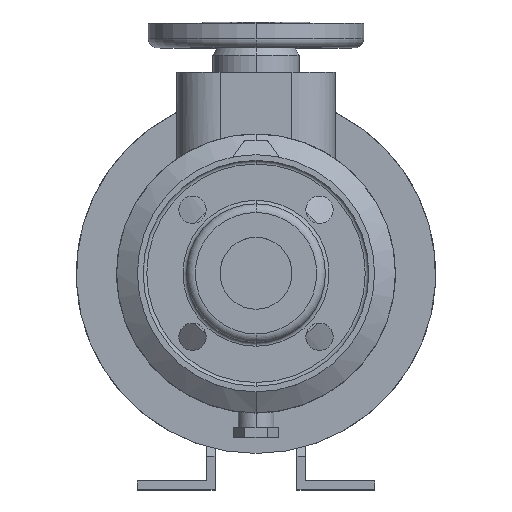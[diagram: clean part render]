
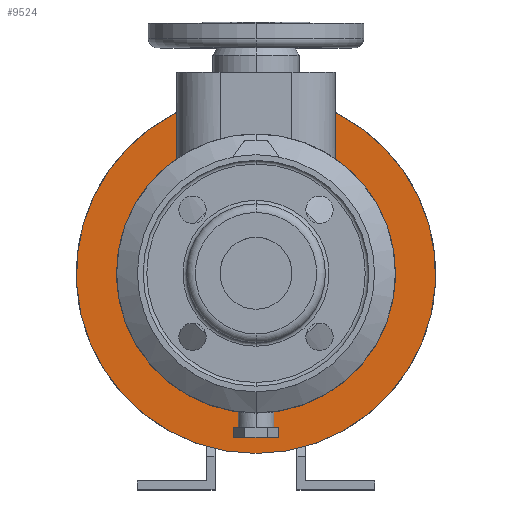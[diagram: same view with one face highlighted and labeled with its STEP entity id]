
A CAD part, top view. The second image highlights one B-rep face of the part: STEP entity #9524.
In plain terms, the highlighted planar face has unit normal (0, 0, 1).
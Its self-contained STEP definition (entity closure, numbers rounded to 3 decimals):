
#79 = CARTESIAN_POINT ( 'NONE',  ( 0., 97., -43. ) ) ;
#343 = CARTESIAN_POINT ( 'NONE',  ( 55., 79.9, -43. ) ) ;
#391 = EDGE_LOOP ( 'NONE', ( #2921, #11312, #1782, #9706, #4950, #4657 ) ) ;
#651 = VERTEX_POINT ( 'NONE', #7669 ) ;
#885 = VECTOR ( 'NONE', #7236, 1000. ) ;
#937 = CARTESIAN_POINT ( 'NONE',  ( 0., 0., -43. ) ) ;
#995 = CARTESIAN_POINT ( 'NONE',  ( -55., 79.9, -43. ) ) ;
#998 = AXIS2_PLACEMENT_3D ( 'NONE', #2795, #1982, #6158 ) ;
#1114 = AXIS2_PLACEMENT_3D ( 'NONE', #79, #12406, #4689 ) ;
#1782 = ORIENTED_EDGE ( 'NONE', *, *, #9797, .F. ) ;
#1868 = EDGE_CURVE ( 'NONE', #651, #1902, #2980, .T. ) ;
#1902 = VERTEX_POINT ( 'NONE', #14346 ) ;
#1982 = DIRECTION ( 'NONE',  ( 0., 0., 1. ) ) ;
#2307 = CIRCLE ( 'NONE', #9779, 97. ) ;
#2795 = CARTESIAN_POINT ( 'NONE',  ( 0., 0., -43. ) ) ;
#2921 = ORIENTED_EDGE ( 'NONE', *, *, #10881, .F. ) ;
#2980 = CIRCLE ( 'NONE', #13545, 125. ) ;
#3036 = VERTEX_POINT ( 'NONE', #343 ) ;
#3144 = CARTESIAN_POINT ( 'NONE',  ( 55., -125.002, -43. ) ) ;
#4310 = LINE ( 'NONE', #3144, #10077 ) ;
#4454 = DIRECTION ( 'NONE',  ( 0., -1., 0. ) ) ;
#4657 = ORIENTED_EDGE ( 'NONE', *, *, #6093, .T. ) ;
#4689 = DIRECTION ( 'NONE',  ( 0., 1., 0. ) ) ;
#4950 = ORIENTED_EDGE ( 'NONE', *, *, #1868, .T. ) ;
#5188 = LINE ( 'NONE', #9664, #885 ) ;
#5474 = DIRECTION ( 'NONE',  ( 0., 1., 0. ) ) ;
#5778 = FACE_OUTER_BOUND ( 'NONE', #391, .T. ) ;
#6093 = EDGE_CURVE ( 'NONE', #1902, #7814, #9187, .T. ) ;
#6158 = DIRECTION ( 'NONE',  ( 0., -1., 0. ) ) ;
#6338 = CARTESIAN_POINT ( 'NONE',  ( 0., -97., -43. ) ) ;
#6988 = DIRECTION ( 'NONE',  ( 0., -1., 0. ) ) ;
#7083 = VERTEX_POINT ( 'NONE', #995 ) ;
#7236 = DIRECTION ( 'NONE',  ( 0., 1., 0. ) ) ;
#7452 = DIRECTION ( 'NONE',  ( 0., 0., 1. ) ) ;
#7669 = CARTESIAN_POINT ( 'NONE',  ( -55., 112.25, -43. ) ) ;
#7800 = DIRECTION ( 'NONE',  ( 0., 0., 1. ) ) ;
#7814 = VERTEX_POINT ( 'NONE', #11354 ) ;
#7876 = DIRECTION ( 'NONE',  ( 0., 0., 1. ) ) ;
#7913 = PLANE ( 'NONE',  #1114 ) ;
#8438 = AXIS2_PLACEMENT_3D ( 'NONE', #9259, #7876, #6988 ) ;
#8678 = CIRCLE ( 'NONE', #8438, 97. ) ;
#9187 = CIRCLE ( 'NONE', #998, 125. ) ;
#9259 = CARTESIAN_POINT ( 'NONE',  ( 0., 0., -43. ) ) ;
#9524 = ADVANCED_FACE ( 'NONE', ( #5778 ), #7913, .F. ) ;
#9664 = CARTESIAN_POINT ( 'NONE',  ( -55., -125.002, -43. ) ) ;
#9706 = ORIENTED_EDGE ( 'NONE', *, *, #9755, .T. ) ;
#9755 = EDGE_CURVE ( 'NONE', #7083, #651, #5188, .T. ) ;
#9779 = AXIS2_PLACEMENT_3D ( 'NONE', #937, #7452, #4454 ) ;
#9785 = DIRECTION ( 'NONE',  ( 0., -1., 0. ) ) ;
#9797 = EDGE_CURVE ( 'NONE', #7083, #13426, #2307, .T. ) ;
#10077 = VECTOR ( 'NONE', #5474, 1000. ) ;
#10881 = EDGE_CURVE ( 'NONE', #3036, #7814, #4310, .T. ) ;
#11115 = CARTESIAN_POINT ( 'NONE',  ( 0., 0., -43. ) ) ;
#11312 = ORIENTED_EDGE ( 'NONE', *, *, #11411, .F. ) ;
#11354 = CARTESIAN_POINT ( 'NONE',  ( 55., 112.25, -43. ) ) ;
#11411 = EDGE_CURVE ( 'NONE', #13426, #3036, #8678, .T. ) ;
#12406 = DIRECTION ( 'NONE',  ( 0., 0., -1. ) ) ;
#13426 = VERTEX_POINT ( 'NONE', #6338 ) ;
#13545 = AXIS2_PLACEMENT_3D ( 'NONE', #11115, #7800, #9785 ) ;
#14346 = CARTESIAN_POINT ( 'NONE',  ( 0., -125., -43. ) ) ;
